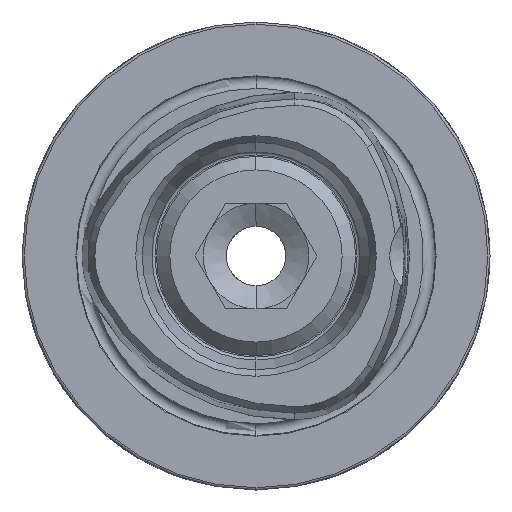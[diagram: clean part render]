
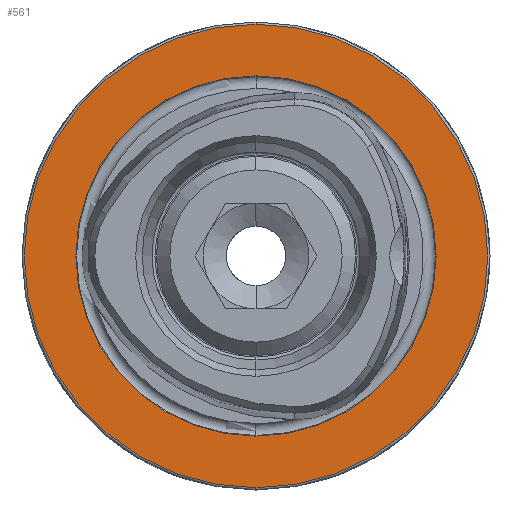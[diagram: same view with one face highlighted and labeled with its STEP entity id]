
A CAD part, left-side view. The second image highlights one B-rep face of the part: STEP entity #561.
In plain terms, the highlighted planar face has unit normal (-1, 0, 0).
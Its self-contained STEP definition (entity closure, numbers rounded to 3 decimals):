
#160 = ORIENTED_EDGE ( 'NONE', *, *, #1735, .F. ) ;
#167 = ORIENTED_EDGE ( 'NONE', *, *, #3421, .T. ) ;
#214 = ORIENTED_EDGE ( 'NONE', *, *, #1734, .T. ) ;
#237 = AXIS2_PLACEMENT_3D ( 'NONE', #2250, #2245, #2243 ) ;
#240 = ORIENTED_EDGE ( 'NONE', *, *, #5119, .F. ) ;
#327 = AXIS2_PLACEMENT_3D ( 'NONE', #3567, #3536, #3557 ) ;
#561 = ADVANCED_FACE ( 'NONE', ( #5393, #5359 ), #3617, .F. ) ;
#932 = AXIS2_PLACEMENT_3D ( 'NONE', #4568, #4584, #4623 ) ;
#933 = AXIS2_PLACEMENT_3D ( 'NONE', #4572, #4571, #4570 ) ;
#945 = AXIS2_PLACEMENT_3D ( 'NONE', #3636, #3615, #3604 ) ;
#1040 = EDGE_LOOP ( 'NONE', ( #167, #214 ) ) ;
#1375 = CARTESIAN_POINT ( 'NONE',  ( 0., 0., 31.2 ) ) ;
#1410 = CARTESIAN_POINT ( 'NONE',  ( 0., 0., -24.25 ) ) ;
#1696 = EDGE_LOOP ( 'NONE', ( #160, #240 ) ) ;
#1734 = EDGE_CURVE ( 'NONE', #3181, #3261, #5457, .T. ) ;
#1735 = EDGE_CURVE ( 'NONE', #3205, #3343, #5460, .T. ) ;
#2243 = DIRECTION ( 'NONE',  ( 0., 0., 1. ) ) ;
#2245 = DIRECTION ( 'NONE',  ( -1., 0., 0. ) ) ;
#2250 = CARTESIAN_POINT ( 'NONE',  ( 0., 0., 0. ) ) ;
#2536 = CARTESIAN_POINT ( 'NONE',  ( 0., 0., 24.25 ) ) ;
#2561 = CARTESIAN_POINT ( 'NONE',  ( 0., 0., -31.2 ) ) ;
#3181 = VERTEX_POINT ( 'NONE', #2561 ) ;
#3205 = VERTEX_POINT ( 'NONE', #2536 ) ;
#3261 = VERTEX_POINT ( 'NONE', #1375 ) ;
#3343 = VERTEX_POINT ( 'NONE', #1410 ) ;
#3421 = EDGE_CURVE ( 'NONE', #3261, #3181, #6302, .T. ) ;
#3536 = DIRECTION ( 'NONE',  ( -1., 0., 0. ) ) ;
#3557 = DIRECTION ( 'NONE',  ( 0., 0., 1. ) ) ;
#3567 = CARTESIAN_POINT ( 'NONE',  ( 0., 0., 0. ) ) ;
#3604 = DIRECTION ( 'NONE',  ( 0., 0., -1. ) ) ;
#3615 = DIRECTION ( 'NONE',  ( 1., 0., 0. ) ) ;
#3617 = PLANE ( 'NONE',  #945 ) ;
#3636 = CARTESIAN_POINT ( 'NONE',  ( 0., 24.25, 0. ) ) ;
#4568 = CARTESIAN_POINT ( 'NONE',  ( 0., 0., 0. ) ) ;
#4570 = DIRECTION ( 'NONE',  ( 0., 0., 1. ) ) ;
#4571 = DIRECTION ( 'NONE',  ( -1., 0., 0. ) ) ;
#4572 = CARTESIAN_POINT ( 'NONE',  ( 0., 0., 0. ) ) ;
#4584 = DIRECTION ( 'NONE',  ( -1., 0., 0. ) ) ;
#4623 = DIRECTION ( 'NONE',  ( 0., 0., 1. ) ) ;
#5119 = EDGE_CURVE ( 'NONE', #3343, #3205, #6265, .T. ) ;
#5359 = FACE_OUTER_BOUND ( 'NONE', #1040, .T. ) ;
#5393 = FACE_BOUND ( 'NONE', #1696, .T. ) ;
#5457 = CIRCLE ( 'NONE', #933, 31.2 ) ;
#5460 = CIRCLE ( 'NONE', #932, 24.25 ) ;
#6265 = CIRCLE ( 'NONE', #237, 24.25 ) ;
#6302 = CIRCLE ( 'NONE', #327, 31.2 ) ;
